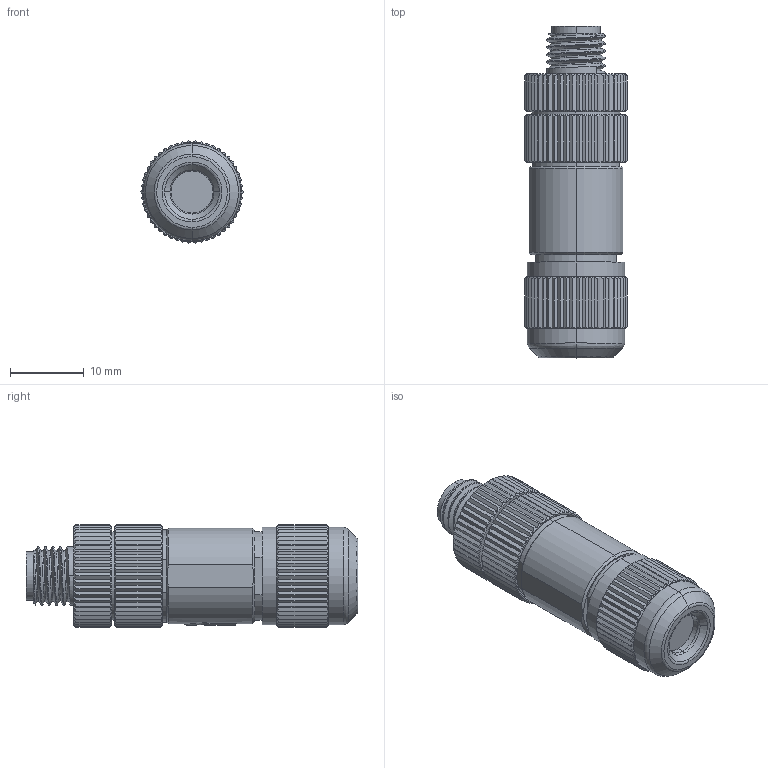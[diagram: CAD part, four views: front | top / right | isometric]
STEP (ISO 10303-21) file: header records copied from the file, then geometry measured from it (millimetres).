
FILE_DESCRIPTION (( 'STEP AP203' ), '1' );
FILE_NAME ('P40.STEP', '2020-03-30T08:23:09', ( 'edpusr' ), ( 'Microsoft' ), 'SwSTEP 2.0', 'SolidWorks 2015', '' );
FILE_SCHEMA (( 'CONFIG_CONTROL_DESIGN' ));
Length unit declared in the file: millimetre
Products named in the file (1): P40
Bounding box: 13.92 x 45 x 13.89 mm (x, y, z)
Volume: 5362.8 mm3; surface area: 2708.1 mm2
Topology: 1 solids, 3 shells, 731 faces, 2092 edges, 1387 vertices
Faces by surface type: plane 339, cone 315, cylinder 55, bspline 22
Entity records: 25620 total; most frequent: CARTESIAN_POINT 7432, ORIENTED_EDGE 4184, DIRECTION 3288, EDGE_CURVE 2092, VERTEX_POINT 1387, AXIS2_PLACEMENT_3D 1142, LINE 1004, VECTOR 1004
